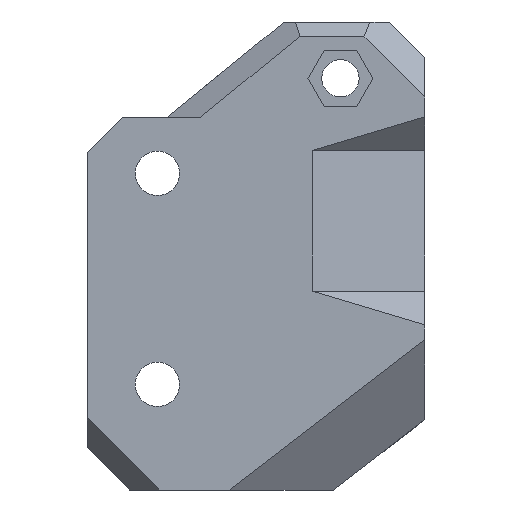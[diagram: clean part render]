
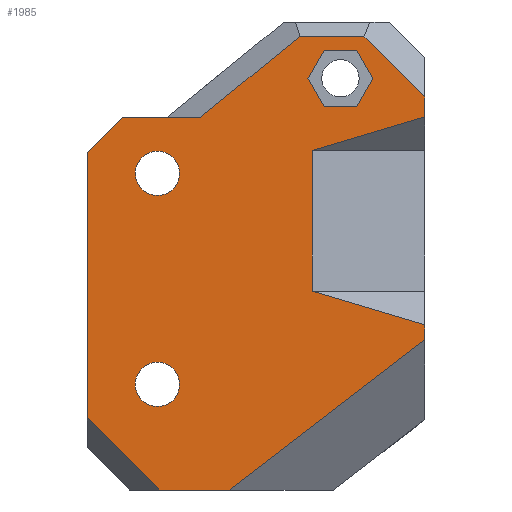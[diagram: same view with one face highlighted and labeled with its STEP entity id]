
A CAD part, left-side view. The second image highlights one B-rep face of the part: STEP entity #1985.
In plain terms, the highlighted planar face has unit normal (-1, 0, 0).
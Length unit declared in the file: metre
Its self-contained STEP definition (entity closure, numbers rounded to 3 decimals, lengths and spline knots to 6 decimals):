
#40=LINE('',#2829,#270);
#44=LINE('',#2837,#274);
#95=LINE('',#2956,#325);
#118=LINE('',#3011,#348);
#122=LINE('',#3020,#352);
#127=LINE('',#3039,#357);
#128=LINE('',#3042,#358);
#129=LINE('',#3044,#359);
#130=LINE('',#3046,#360);
#131=LINE('',#3048,#361);
#132=LINE('',#3050,#362);
#133=LINE('',#3051,#363);
#134=LINE('',#3053,#364);
#135=LINE('',#3055,#365);
#136=LINE('',#3056,#366);
#137=LINE('',#3058,#367);
#138=LINE('',#3060,#368);
#139=LINE('',#3061,#369);
#140=LINE('',#3062,#370);
#141=LINE('',#3063,#371);
#270=VECTOR('',#2275,1.);
#274=VECTOR('',#2279,1.);
#325=VECTOR('',#2362,1.);
#348=VECTOR('',#2397,1.);
#352=VECTOR('',#2403,1.);
#357=VECTOR('',#2424,1.);
#358=VECTOR('',#2425,1.);
#359=VECTOR('',#2426,1.);
#360=VECTOR('',#2427,1.);
#361=VECTOR('',#2428,1.);
#362=VECTOR('',#2429,1.);
#363=VECTOR('',#2430,1.);
#364=VECTOR('',#2431,1.);
#365=VECTOR('',#2432,1.);
#366=VECTOR('',#2433,1.);
#367=VECTOR('',#2434,1.);
#368=VECTOR('',#2435,1.);
#369=VECTOR('',#2436,1.);
#370=VECTOR('',#2437,1.);
#371=VECTOR('',#2438,1.);
#500=PLANE('',#2124);
#725=ORIENTED_EDGE('',*,*,#1257,.F.);
#726=ORIENTED_EDGE('',*,*,#1258,.F.);
#727=ORIENTED_EDGE('',*,*,#1259,.F.);
#728=ORIENTED_EDGE('',*,*,#1260,.F.);
#729=ORIENTED_EDGE('',*,*,#1261,.F.);
#730=ORIENTED_EDGE('',*,*,#1262,.F.);
#731=ORIENTED_EDGE('',*,*,#1160,.T.);
#732=ORIENTED_EDGE('',*,*,#1263,.T.);
#733=ORIENTED_EDGE('',*,*,#1264,.F.);
#734=ORIENTED_EDGE('',*,*,#1265,.T.);
#735=ORIENTED_EDGE('',*,*,#1156,.T.);
#736=ORIENTED_EDGE('',*,*,#1266,.T.);
#737=ORIENTED_EDGE('',*,*,#1267,.T.);
#738=ORIENTED_EDGE('',*,*,#1268,.T.);
#739=ORIENTED_EDGE('',*,*,#1244,.T.);
#740=ORIENTED_EDGE('',*,*,#1269,.T.);
#741=ORIENTED_EDGE('',*,*,#1248,.T.);
#742=ORIENTED_EDGE('',*,*,#1270,.T.);
#743=ORIENTED_EDGE('',*,*,#1218,.T.);
#744=ORIENTED_EDGE('',*,*,#1271,.T.);
#745=ORIENTED_EDGE('',*,*,#1252,.F.);
#746=ORIENTED_EDGE('',*,*,#1254,.F.);
#1156=EDGE_CURVE('',#1440,#1439,#40,.T.);
#1160=EDGE_CURVE('',#1444,#1443,#44,.T.);
#1218=EDGE_CURVE('',#1496,#1495,#95,.T.);
#1244=EDGE_CURVE('',#1514,#1513,#118,.T.);
#1248=EDGE_CURVE('',#1518,#1517,#122,.T.);
#1252=EDGE_CURVE('',#1521,#1521,#1628,.T.);
#1254=EDGE_CURVE('',#1523,#1523,#1630,.T.);
#1257=EDGE_CURVE('',#1524,#1525,#127,.T.);
#1258=EDGE_CURVE('',#1526,#1524,#128,.T.);
#1259=EDGE_CURVE('',#1527,#1526,#129,.T.);
#1260=EDGE_CURVE('',#1528,#1527,#130,.T.);
#1261=EDGE_CURVE('',#1529,#1528,#131,.T.);
#1262=EDGE_CURVE('',#1525,#1529,#132,.T.);
#1263=EDGE_CURVE('',#1443,#1530,#133,.F.);
#1264=EDGE_CURVE('',#1531,#1530,#134,.T.);
#1265=EDGE_CURVE('',#1531,#1440,#135,.T.);
#1266=EDGE_CURVE('',#1439,#1532,#136,.T.);
#1267=EDGE_CURVE('',#1532,#1533,#137,.T.);
#1268=EDGE_CURVE('',#1533,#1514,#138,.T.);
#1269=EDGE_CURVE('',#1513,#1518,#139,.F.);
#1270=EDGE_CURVE('',#1517,#1496,#140,.T.);
#1271=EDGE_CURVE('',#1495,#1444,#141,.T.);
#1439=VERTEX_POINT('',#2828);
#1440=VERTEX_POINT('',#2830);
#1443=VERTEX_POINT('',#2836);
#1444=VERTEX_POINT('',#2838);
#1495=VERTEX_POINT('',#2955);
#1496=VERTEX_POINT('',#2957);
#1513=VERTEX_POINT('',#3010);
#1514=VERTEX_POINT('',#3012);
#1517=VERTEX_POINT('',#3019);
#1518=VERTEX_POINT('',#3021);
#1521=VERTEX_POINT('',#3029);
#1523=VERTEX_POINT('',#3034);
#1524=VERTEX_POINT('',#3040);
#1525=VERTEX_POINT('',#3041);
#1526=VERTEX_POINT('',#3043);
#1527=VERTEX_POINT('',#3045);
#1528=VERTEX_POINT('',#3047);
#1529=VERTEX_POINT('',#3049);
#1530=VERTEX_POINT('',#3052);
#1531=VERTEX_POINT('',#3054);
#1532=VERTEX_POINT('',#3057);
#1533=VERTEX_POINT('',#3059);
#1628=CIRCLE('',#2119,0.00315);
#1630=CIRCLE('',#2122,0.00315);
#1694=EDGE_LOOP('',(#725,#726,#727,#728,#729,#730));
#1695=EDGE_LOOP('',(#731,#732,#733,#734,#735,#736,#737,#738,#739,#740,#741,
#742,#743,#744));
#1696=EDGE_LOOP('',(#745));
#1697=EDGE_LOOP('',(#746));
#1837=FACE_BOUND('',#1694,.T.);
#1838=FACE_BOUND('',#1695,.T.);
#1839=FACE_BOUND('',#1696,.T.);
#1840=FACE_BOUND('',#1697,.T.);
#1985=ADVANCED_FACE('',(#1837,#1838,#1839,#1840),#500,.F.);
#2119=AXIS2_PLACEMENT_3D('',#3028,#2410,#2411);
#2122=AXIS2_PLACEMENT_3D('',#3033,#2416,#2417);
#2124=AXIS2_PLACEMENT_3D('',#3038,#2422,#2423);
#2275=DIRECTION('',(0.,0.,1.));
#2279=DIRECTION('',(0.,0.,1.));
#2362=DIRECTION('',(0.,-1.,0.));
#2397=DIRECTION('',(0.,1.,0.));
#2403=DIRECTION('',(0.,0.,-1.));
#2410=DIRECTION('',(-1.,0.,0.));
#2411=DIRECTION('',(0.,0.,1.));
#2416=DIRECTION('',(-1.,0.,0.));
#2417=DIRECTION('',(0.,0.,1.));
#2422=DIRECTION('',(1.,0.,0.));
#2423=DIRECTION('',(0.,1.,0.));
#2424=DIRECTION('',(0.,1.,0.));
#2425=DIRECTION('',(0.,0.5,0.866));
#2426=DIRECTION('',(0.,-0.5,0.866));
#2427=DIRECTION('',(0.,-1.,0.));
#2428=DIRECTION('',(0.,-0.5,-0.866));
#2429=DIRECTION('',(0.,0.5,-0.866));
#2430=DIRECTION('',(0.,-0.958,-0.286));
#2431=DIRECTION('',(0.,0.,-1.));
#2432=DIRECTION('',(0.,-0.958,0.286));
#2433=DIRECTION('',(0.,0.707,0.707));
#2434=DIRECTION('',(0.,1.,0.));
#2435=DIRECTION('',(0.,0.776,-0.631));
#2436=DIRECTION('',(0.,-0.707,0.707));
#2437=DIRECTION('',(0.,-0.707,-0.707));
#2438=DIRECTION('',(0.,-0.793,0.61));
#2828=CARTESIAN_POINT('',(-0.0008,-0.028,0.025843));
#2829=CARTESIAN_POINT('',(-0.0008,-0.028,0.00825));
#2830=CARTESIAN_POINT('',(-0.0008,-0.028,0.023022));
#2836=CARTESIAN_POINT('',(-0.0008,-0.028,-0.006522));
#2837=CARTESIAN_POINT('',(-0.0008,-0.028,0.00825));
#2838=CARTESIAN_POINT('',(-0.0008,-0.028,-0.008645));
#2955=CARTESIAN_POINT('',(-0.0008,-0.000239,-0.03));
#2956=CARTESIAN_POINT('',(-0.0008,-0.0075,-0.03));
#2957=CARTESIAN_POINT('',(-0.0008,0.009757,-0.03));
#3010=CARTESIAN_POINT('',(-0.0008,0.015,0.023));
#3011=CARTESIAN_POINT('',(-0.0008,0.014308,0.023));
#3012=CARTESIAN_POINT('',(-0.0008,0.003858,0.023));
#3019=CARTESIAN_POINT('',(-0.0008,0.02,-0.019757));
#3020=CARTESIAN_POINT('',(-0.0008,0.02,-0.0035));
#3021=CARTESIAN_POINT('',(-0.0008,0.02,0.018));
#3028=CARTESIAN_POINT('',(-0.0008,0.01,0.015));
#3029=CARTESIAN_POINT('',(-0.0008,0.01,0.01815));
#3033=CARTESIAN_POINT('',(-0.0008,0.01,-0.015));
#3034=CARTESIAN_POINT('',(-0.0008,0.01,-0.01185));
#3038=CARTESIAN_POINT('',(-0.0008,-0.014,0.00325));
#3039=CARTESIAN_POINT('',(-0.0008,-0.016,0.0325));
#3040=CARTESIAN_POINT('',(-0.0008,-0.018309,0.0325));
#3041=CARTESIAN_POINT('',(-0.0008,-0.013691,0.0325));
#3042=CARTESIAN_POINT('',(-0.0008,-0.019464,0.0305));
#3043=CARTESIAN_POINT('',(-0.0008,-0.020619,0.0285));
#3044=CARTESIAN_POINT('',(-0.0008,-0.019464,0.0265));
#3045=CARTESIAN_POINT('',(-0.0008,-0.018309,0.0245));
#3046=CARTESIAN_POINT('',(-0.0008,-0.016,0.0245));
#3047=CARTESIAN_POINT('',(-0.0008,-0.013691,0.0245));
#3048=CARTESIAN_POINT('',(-0.0008,-0.012536,0.0265));
#3049=CARTESIAN_POINT('',(-0.0008,-0.011381,0.0285));
#3050=CARTESIAN_POINT('',(-0.0008,-0.012536,0.0305));
#3051=CARTESIAN_POINT('',(-0.0008,-0.012467,-0.001889));
#3052=CARTESIAN_POINT('',(-0.0008,-0.012,-0.00175));
#3053=CARTESIAN_POINT('',(-0.0008,-0.012,0.02325));
#3054=CARTESIAN_POINT('',(-0.0008,-0.012,0.01825));
#3055=CARTESIAN_POINT('',(-0.0008,-0.009728,0.017572));
#3056=CARTESIAN_POINT('',(-0.0008,-0.022172,0.031672));
#3057=CARTESIAN_POINT('',(-0.0008,-0.019343,0.0345));
#3058=CARTESIAN_POINT('',(-0.0008,-0.008,0.0345));
#3059=CARTESIAN_POINT('',(-0.0008,-0.010296,0.0345));
#3060=CARTESIAN_POINT('',(-0.0008,0.006724,0.020672));
#3061=CARTESIAN_POINT('',(-0.0008,0.015,0.023));
#3062=CARTESIAN_POINT('',(-0.0008,0.011879,-0.027879));
#3063=CARTESIAN_POINT('',(-0.0008,-0.022513,-0.012866));
